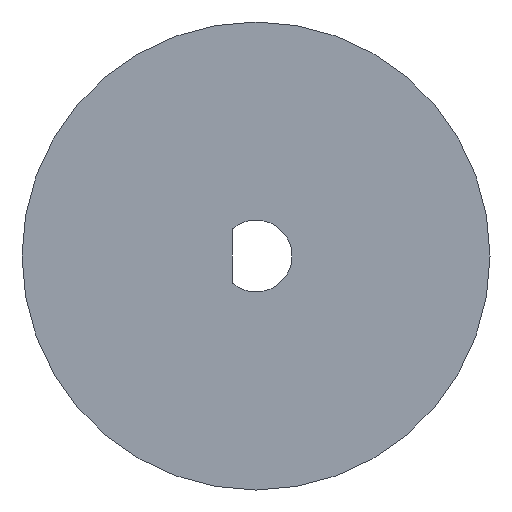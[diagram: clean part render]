
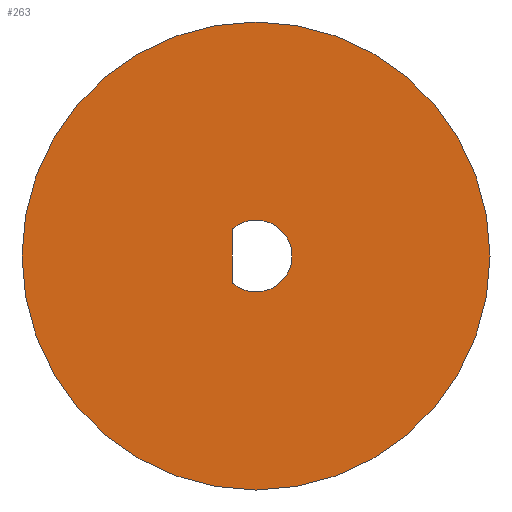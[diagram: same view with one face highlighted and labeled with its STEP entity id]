
A CAD part, front view. The second image highlights one B-rep face of the part: STEP entity #263.
In plain terms, the highlighted planar face has unit normal (0, -1, 0).
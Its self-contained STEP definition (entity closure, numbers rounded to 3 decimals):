
#56=DIRECTION('',(0.,0.,1.));
#57=VECTOR('',#56,3.003);
#58=CARTESIAN_POINT('',(-1.321,-2.,-1.501));
#59=LINE('',#58,#57);
#64=CARTESIAN_POINT('',(0.,-2.,0.));
#65=DIRECTION('',(0.,-1.,0.));
#66=DIRECTION('',(-1.,0.,0.));
#67=AXIS2_PLACEMENT_3D('',#64,#65,#66);
#69=CARTESIAN_POINT('',(0.,-2.,0.));
#70=DIRECTION('',(0.,-1.,0.));
#71=DIRECTION('',(1.,0.,0.));
#72=AXIS2_PLACEMENT_3D('',#69,#70,#71);
#74=CARTESIAN_POINT('',(0.,-2.,0.));
#75=DIRECTION('',(0.,1.,0.));
#76=DIRECTION('',(-0.661,0.,0.751));
#77=AXIS2_PLACEMENT_3D('',#74,#75,#76);
#115=CARTESIAN_POINT('',(-13.,-2.,0.));
#116=CARTESIAN_POINT('',(13.,-2.,0.));
#117=VERTEX_POINT('',#115);
#118=VERTEX_POINT('',#116);
#135=CARTESIAN_POINT('',(-1.321,-2.,1.501));
#136=CARTESIAN_POINT('',(-1.321,-2.,-1.501));
#137=VERTEX_POINT('',#135);
#138=VERTEX_POINT('',#136);
#248=CARTESIAN_POINT('',(0.,-2.,0.));
#249=DIRECTION('',(0.,-1.,0.));
#250=DIRECTION('',(0.,0.,1.));
#251=AXIS2_PLACEMENT_3D('',#248,#249,#250);
#252=PLANE('',#251);
#254=ORIENTED_EDGE('',*,*,#253,.F.);
#256=ORIENTED_EDGE('',*,*,#255,.F.);
#257=EDGE_LOOP('',(#254,#256));
#258=FACE_OUTER_BOUND('',#257,.F.);
#259=ORIENTED_EDGE('',*,*,#228,.F.);
#260=ORIENTED_EDGE('',*,*,#240,.F.);
#261=EDGE_LOOP('',(#259,#260));
#262=FACE_BOUND('',#261,.F.);
#263=ADVANCED_FACE('',(#258,#262),#252,.T.);
#68=CIRCLE('',#67,13.);
#73=CIRCLE('',#72,13.);
#78=CIRCLE('',#77,2.);
#228=EDGE_CURVE('',#138,#137,#59,.T.);
#240=EDGE_CURVE('',#137,#138,#78,.T.);
#253=EDGE_CURVE('',#117,#118,#68,.T.);
#255=EDGE_CURVE('',#118,#117,#73,.T.);
